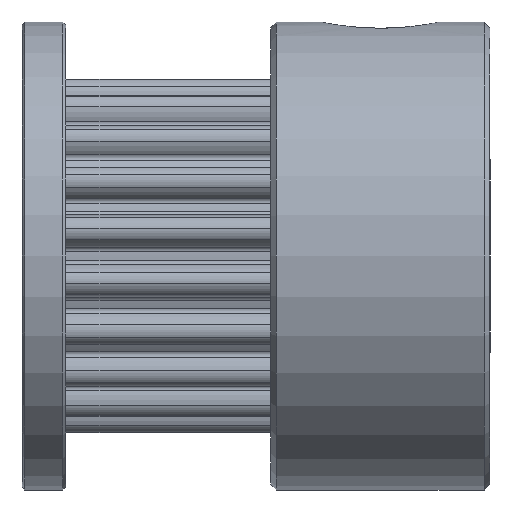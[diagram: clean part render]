
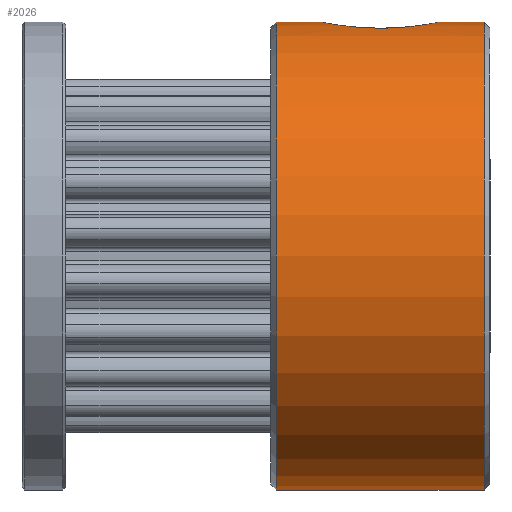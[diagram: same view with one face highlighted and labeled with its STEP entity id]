
A CAD part, left-side view. The second image highlights one B-rep face of the part: STEP entity #2026.
In plain terms, the highlighted cylindrical face has radius 8 mm (diameter 16 mm), a partial arc.
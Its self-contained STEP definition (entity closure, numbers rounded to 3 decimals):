
#116 = DIRECTION ( 'NONE',  ( 0., -1., 0. ) ) ;
#166 = CARTESIAN_POINT ( 'NONE',  ( -1.816, -0.252, 7.791 ) ) ;
#523 = CARTESIAN_POINT ( 'NONE',  ( 0., -3.55, 8. ) ) ;
#533 = CIRCLE ( 'NONE', #5765, 8. ) ;
#595 = CARTESIAN_POINT ( 'NONE',  ( 0., 2.025, 8. ) ) ;
#705 = VERTEX_POINT ( 'NONE', #8108 ) ;
#1040 = ORIENTED_EDGE ( 'NONE', *, *, #4482, .T. ) ;
#1052 = ORIENTED_EDGE ( 'NONE', *, *, #3199, .F. ) ;
#1077 = VERTEX_POINT ( 'NONE', #2698 ) ;
#1118 = CARTESIAN_POINT ( 'NONE',  ( -1.816, 0., 7.791 ) ) ;
#1129 = CARTESIAN_POINT ( 'NONE',  ( -1.816, 0., 7.791 ) ) ;
#1178 = CARTESIAN_POINT ( 'NONE',  ( -1.816, 0.127, 7.791 ) ) ;
#1200 = CARTESIAN_POINT ( 'NONE',  ( -0.95, 1.729, 7.944 ) ) ;
#1227 = CARTESIAN_POINT ( 'NONE',  ( -1.146, 1.574, 7.918 ) ) ;
#1306 = VERTEX_POINT ( 'NONE', #3705 ) ;
#1383 = AXIS2_PLACEMENT_3D ( 'NONE', #1868, #1923, #3130 ) ;
#1426 = LINE ( 'NONE', #7377, #3958 ) ;
#1427 = CARTESIAN_POINT ( 'NONE',  ( 0., 3.75, -8. ) ) ;
#1451 = ORIENTED_EDGE ( 'NONE', *, *, #7731, .T. ) ;
#1621 = DIRECTION ( 'NONE',  ( 0., 0., 1. ) ) ;
#1630 = CARTESIAN_POINT ( 'NONE',  ( 0., 3.75, 8. ) ) ;
#1701 = CARTESIAN_POINT ( 'NONE',  ( 0., -3.55, 0. ) ) ;
#1790 = DIRECTION ( 'NONE',  ( 0., 1., 0. ) ) ;
#1868 = CARTESIAN_POINT ( 'NONE',  ( 0., 3.75, 0. ) ) ;
#1923 = DIRECTION ( 'NONE',  ( 0., -1., 0. ) ) ;
#2026 = ADVANCED_FACE ( 'NONE', ( #3440 ), #6377, .T. ) ;
#2031 = CARTESIAN_POINT ( 'NONE',  ( -1.483, -1.196, 7.863 ) ) ;
#2193 = EDGE_CURVE ( 'NONE', #1306, #4137, #6355, .T. ) ;
#2201 = EDGE_LOOP ( 'NONE', ( #1052, #1451, #5078, #1040, #5904, #3509, #2895 ) ) ;
#2400 = CARTESIAN_POINT ( 'NONE',  ( -1.805, 0.252, 7.794 ) ) ;
#2446 = EDGE_CURVE ( 'NONE', #4137, #705, #5656, .T. ) ;
#2511 = CARTESIAN_POINT ( 'NONE',  ( -1.647, 0.86, 7.829 ) ) ;
#2537 = LINE ( 'NONE', #1630, #3432 ) ;
#2698 = CARTESIAN_POINT ( 'NONE',  ( 0., 3.55, -8. ) ) ;
#2895 = ORIENTED_EDGE ( 'NONE', *, *, #2446, .T. ) ;
#2900 = LINE ( 'NONE', #1427, #3012 ) ;
#2970 = DIRECTION ( 'NONE',  ( 0., -1., 0. ) ) ;
#3012 = VECTOR ( 'NONE', #116, 1000. ) ;
#3101 = CARTESIAN_POINT ( 'NONE',  ( -1.471, 1.191, 7.864 ) ) ;
#3113 = CARTESIAN_POINT ( 'NONE',  ( 0., 3.55, 8. ) ) ;
#3130 = DIRECTION ( 'NONE',  ( 0., 0., -1. ) ) ;
#3144 = AXIS2_PLACEMENT_3D ( 'NONE', #1701, #1790, #6988 ) ;
#3199 = EDGE_CURVE ( 'NONE', #6859, #705, #2537, .T. ) ;
#3432 = VECTOR ( 'NONE', #2970, 1000. ) ;
#3440 = FACE_OUTER_BOUND ( 'NONE', #2201, .T. ) ;
#3509 = ORIENTED_EDGE ( 'NONE', *, *, #2193, .T. ) ;
#3551 = CARTESIAN_POINT ( 'NONE',  ( 0., 3.55, 0. ) ) ;
#3705 = CARTESIAN_POINT ( 'NONE',  ( 0., -2.025, 8. ) ) ;
#3796 = CARTESIAN_POINT ( 'NONE',  ( -1.235, 1.487, 7.904 ) ) ;
#3914 = CARTESIAN_POINT ( 'NONE',  ( -0.956, -1.741, 7.946 ) ) ;
#3958 = VECTOR ( 'NONE', #6790, 1000. ) ;
#3964 = CARTESIAN_POINT ( 'NONE',  ( -1.605, -0.978, 7.838 ) ) ;
#4024 = CARTESIAN_POINT ( 'NONE',  ( -1.156, -1.581, 7.918 ) ) ;
#4137 = VERTEX_POINT ( 'NONE', #1129 ) ;
#4361 = CARTESIAN_POINT ( 'NONE',  ( -0.617, 1.909, 7.977 ) ) ;
#4414 = CARTESIAN_POINT ( 'NONE',  ( -0.499, 1.951, 7.985 ) ) ;
#4482 = EDGE_CURVE ( 'NONE', #7736, #7279, #8058, .T. ) ;
#4617 = EDGE_CURVE ( 'NONE', #1077, #7736, #2900, .T. ) ;
#4988 = CARTESIAN_POINT ( 'NONE',  ( -1.731, 0.623, 7.811 ) ) ;
#5078 = ORIENTED_EDGE ( 'NONE', *, *, #4617, .T. ) ;
#5098 = CARTESIAN_POINT ( 'NONE',  ( -1.763, 0.499, 7.803 ) ) ;
#5244 = CARTESIAN_POINT ( 'NONE',  ( -1.774, -0.502, 7.801 ) ) ;
#5475 = CARTESIAN_POINT ( 'NONE',  ( 0., -3.55, -8. ) ) ;
#5656 = B_SPLINE_CURVE_WITH_KNOTS ( 'NONE', 3,
 ( #1118, #1178, #2400, #5098, #4988, #2511, #6970, #3101, #7685, #3796, #1227, #1200, #5745, #4361, #4414, #8334, #6260, #595 ),
 .UNSPECIFIED., .F., .F.,
 ( 4, 2, 2, 2, 2, 2, 2, 2, 4 ),
 ( 0.001, 0.002, 0.002, 0.003, 0.003, 0.003, 0.004, 0.004, 0.004 ),
 .UNSPECIFIED. ) ;
#5745 = CARTESIAN_POINT ( 'NONE',  ( -0.842, 1.798, 7.956 ) ) ;
#5765 = AXIS2_PLACEMENT_3D ( 'NONE', #3551, #6777, #1621 ) ;
#5904 = ORIENTED_EDGE ( 'NONE', *, *, #7057, .F. ) ;
#6260 = CARTESIAN_POINT ( 'NONE',  ( -0.126, 2.025, 8. ) ) ;
#6355 = B_SPLINE_CURVE_WITH_KNOTS ( 'NONE', 3,
 ( #7249, #7915, #7165, #3914, #4024, #2031, #3964, #5244, #166, #7887 ),
 .UNSPECIFIED., .F., .F.,
 ( 4, 2, 2, 2, 4 ),
 ( 0.011, 0.011, 0.012, 0.013, 0.014 ),
 .UNSPECIFIED. ) ;
#6377 = CYLINDRICAL_SURFACE ( 'NONE', #1383, 8. ) ;
#6777 = DIRECTION ( 'NONE',  ( 0., -1., 0. ) ) ;
#6790 = DIRECTION ( 'NONE',  ( 0., -1., 0. ) ) ;
#6859 = VERTEX_POINT ( 'NONE', #3113 ) ;
#6970 = CARTESIAN_POINT ( 'NONE',  ( -1.595, 0.974, 7.84 ) ) ;
#6988 = DIRECTION ( 'NONE',  ( 0., 0., 1. ) ) ;
#7057 = EDGE_CURVE ( 'NONE', #1306, #7279, #1426, .T. ) ;
#7165 = CARTESIAN_POINT ( 'NONE',  ( -0.505, -1.964, 7.987 ) ) ;
#7249 = CARTESIAN_POINT ( 'NONE',  ( 0., -2.025, 8. ) ) ;
#7279 = VERTEX_POINT ( 'NONE', #523 ) ;
#7377 = CARTESIAN_POINT ( 'NONE',  ( 0., 3.75, 8. ) ) ;
#7685 = CARTESIAN_POINT ( 'NONE',  ( -1.398, 1.296, 7.877 ) ) ;
#7731 = EDGE_CURVE ( 'NONE', #6859, #1077, #533, .T. ) ;
#7736 = VERTEX_POINT ( 'NONE', #5475 ) ;
#7887 = CARTESIAN_POINT ( 'NONE',  ( -1.816, 0., 7.791 ) ) ;
#7915 = CARTESIAN_POINT ( 'NONE',  ( -0.253, -2.025, 8. ) ) ;
#8058 = CIRCLE ( 'NONE', #3144, 8. ) ;
#8108 = CARTESIAN_POINT ( 'NONE',  ( 0., 2.025, 8. ) ) ;
#8334 = CARTESIAN_POINT ( 'NONE',  ( -0.253, 2.01, 7.997 ) ) ;
